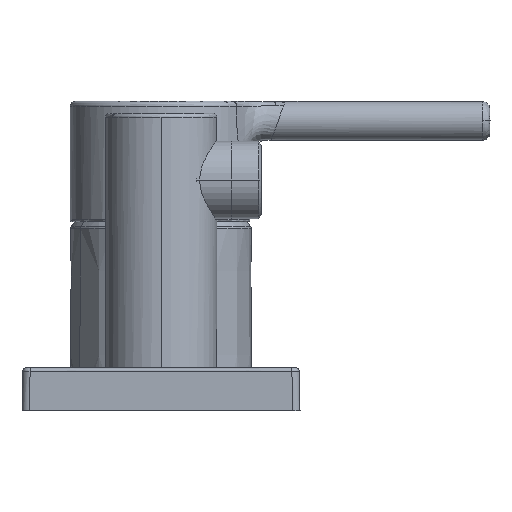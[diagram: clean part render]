
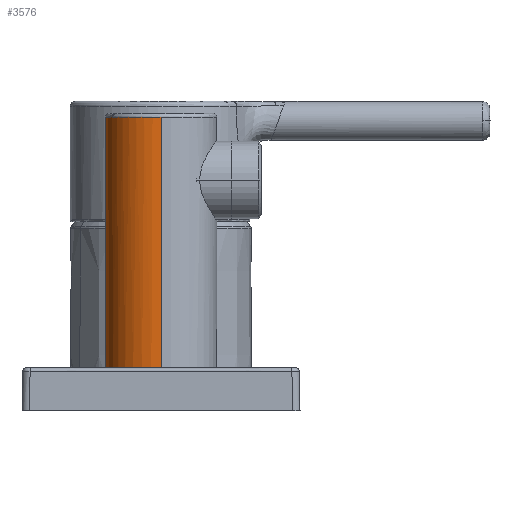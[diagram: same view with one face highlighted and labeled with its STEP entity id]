
A CAD part, left-side view. The second image highlights one B-rep face of the part: STEP entity #3576.
In plain terms, the highlighted cylindrical face has radius 15 mm (diameter 30 mm), a partial arc.
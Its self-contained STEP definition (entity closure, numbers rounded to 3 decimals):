
#182 = LINE ( 'NONE', #1435, #21852 ) ;
#440 = AXIS2_PLACEMENT_3D ( 'NONE', #17936, #4571, #17850 ) ;
#962 = EDGE_CURVE ( 'NONE', #14245, #21084, #13897, .T. ) ;
#1435 = CARTESIAN_POINT ( 'NONE',  ( -115., 0., 30.279 ) ) ;
#1441 = EDGE_CURVE ( 'NONE', #1656, #9479, #7008, .T. ) ;
#1656 = VERTEX_POINT ( 'NONE', #3493 ) ;
#2138 = ORIENTED_EDGE ( 'NONE', *, *, #20659, .T. ) ;
#3050 = CARTESIAN_POINT ( 'NONE',  ( -115., 0., 9.27 ) ) ;
#3493 = CARTESIAN_POINT ( 'NONE',  ( -115., 0., 79.279 ) ) ;
#3576 = ADVANCED_FACE ( 'NONE', ( #20922 ), #14139, .T. ) ;
#3766 = EDGE_CURVE ( 'NONE', #14245, #3771, #13534, .T. ) ;
#3771 = VERTEX_POINT ( 'NONE', #3050 ) ;
#4036 = CARTESIAN_POINT ( 'NONE',  ( -100., 0., 79.279 ) ) ;
#4571 = DIRECTION ( 'NONE',  ( 0., 0., 1. ) ) ;
#4771 = DIRECTION ( 'NONE',  ( 0., 0., -1. ) ) ;
#5270 = AXIS2_PLACEMENT_3D ( 'NONE', #4036, #17330, #5922 ) ;
#5922 = DIRECTION ( 'NONE',  ( 1., 0., 0. ) ) ;
#6062 = EDGE_CURVE ( 'NONE', #9479, #21084, #19097, .T. ) ;
#6722 = VECTOR ( 'NONE', #18754, 1000. ) ;
#7008 = CIRCLE ( 'NONE', #9291, 15. ) ;
#8223 = ORIENTED_EDGE ( 'NONE', *, *, #6062, .T. ) ;
#9291 = AXIS2_PLACEMENT_3D ( 'NONE', #17799, #4771, #17884 ) ;
#9479 = VERTEX_POINT ( 'NONE', #22441 ) ;
#10715 = EDGE_LOOP ( 'NONE', ( #16325, #2138, #18533, #8223, #14616 ) ) ;
#12701 = AXIS2_PLACEMENT_3D ( 'NONE', #20890, #24312, #20374 ) ;
#13534 = CIRCLE ( 'NONE', #12701, 15. ) ;
#13897 = LINE ( 'NONE', #14987, #6722 ) ;
#14139 = CYLINDRICAL_SURFACE ( 'NONE', #440, 15. ) ;
#14245 = VERTEX_POINT ( 'NONE', #16779 ) ;
#14616 = ORIENTED_EDGE ( 'NONE', *, *, #962, .F. ) ;
#14987 = CARTESIAN_POINT ( 'NONE',  ( -85., 0., 30.279 ) ) ;
#16325 = ORIENTED_EDGE ( 'NONE', *, *, #3766, .T. ) ;
#16565 = DIRECTION ( 'NONE',  ( 0., 0., 1. ) ) ;
#16779 = CARTESIAN_POINT ( 'NONE',  ( -85., 0., 9.27 ) ) ;
#17330 = DIRECTION ( 'NONE',  ( 0., 0., -1. ) ) ;
#17799 = CARTESIAN_POINT ( 'NONE',  ( -100., 0., 79.279 ) ) ;
#17850 = DIRECTION ( 'NONE',  ( 1., 0., 0. ) ) ;
#17884 = DIRECTION ( 'NONE',  ( 1., 0., 0. ) ) ;
#17936 = CARTESIAN_POINT ( 'NONE',  ( -100., 0., 30.279 ) ) ;
#18533 = ORIENTED_EDGE ( 'NONE', *, *, #1441, .T. ) ;
#18754 = DIRECTION ( 'NONE',  ( 0., 0., 1. ) ) ;
#19097 = CIRCLE ( 'NONE', #5270, 15. ) ;
#20374 = DIRECTION ( 'NONE',  ( 1., 0., 0. ) ) ;
#20659 = EDGE_CURVE ( 'NONE', #3771, #1656, #182, .T. ) ;
#20890 = CARTESIAN_POINT ( 'NONE',  ( -100., 0., 9.27 ) ) ;
#20922 = FACE_OUTER_BOUND ( 'NONE', #10715, .T. ) ;
#21084 = VERTEX_POINT ( 'NONE', #22648 ) ;
#21852 = VECTOR ( 'NONE', #16565, 1000. ) ;
#22441 = CARTESIAN_POINT ( 'NONE',  ( -107.191, 13.164, 79.279 ) ) ;
#22648 = CARTESIAN_POINT ( 'NONE',  ( -85., 0., 79.279 ) ) ;
#24312 = DIRECTION ( 'NONE',  ( 0., 0., 1. ) ) ;
